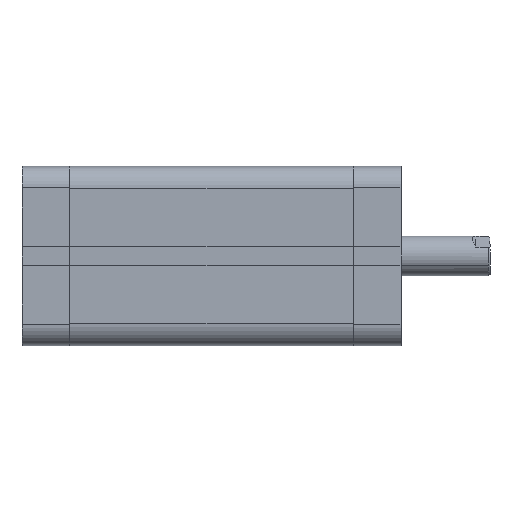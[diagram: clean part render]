
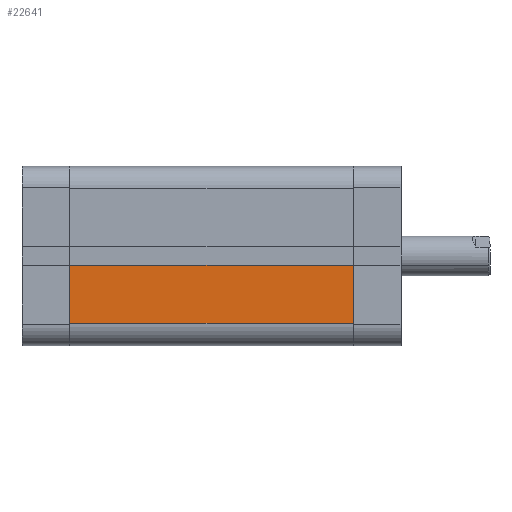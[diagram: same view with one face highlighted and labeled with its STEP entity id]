
A CAD part, front view. The second image highlights one B-rep face of the part: STEP entity #22641.
In plain terms, the highlighted planar face has unit normal (0, -1, 0).
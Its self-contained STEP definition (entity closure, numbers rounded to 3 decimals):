
#3725 = CARTESIAN_POINT ( 'NONE',  ( 86., -27.25, -20.45 ) ) ;
#4965 = CARTESIAN_POINT ( 'NONE',  ( 86., -27.25, -27.25 ) ) ;
#5007 = VERTEX_POINT ( 'NONE', #11281 ) ;
#6504 = EDGE_CURVE ( 'NONE', #5007, #14523, #11185, .T. ) ;
#7780 = CARTESIAN_POINT ( 'NONE',  ( 86., -27.25, -20.45 ) ) ;
#10989 = VERTEX_POINT ( 'NONE', #35376 ) ;
#11185 = LINE ( 'NONE', #4965, #23660 ) ;
#11281 = CARTESIAN_POINT ( 'NONE',  ( 86., -27.25, -2.8 ) ) ;
#11786 = CARTESIAN_POINT ( 'NONE',  ( 86., -27.25, -27.25 ) ) ;
#12351 = PLANE ( 'NONE',  #13477 ) ;
#12537 = VERTEX_POINT ( 'NONE', #12879 ) ;
#12879 = CARTESIAN_POINT ( 'NONE',  ( 0., -27.25, -2.8 ) ) ;
#13477 = AXIS2_PLACEMENT_3D ( 'NONE', #11786, #23864, #35331 ) ;
#14523 = VERTEX_POINT ( 'NONE', #3725 ) ;
#16083 = CARTESIAN_POINT ( 'NONE',  ( 0., -27.25, -27.25 ) ) ;
#16262 = LINE ( 'NONE', #7780, #29601 ) ;
#17023 = DIRECTION ( 'NONE',  ( 0., 0., -1. ) ) ;
#17686 = EDGE_CURVE ( 'NONE', #10989, #14523, #16262, .T. ) ;
#21386 = CARTESIAN_POINT ( 'NONE',  ( 86.001, -27.25, -2.8 ) ) ;
#21580 = DIRECTION ( 'NONE',  ( -1., 0., 0. ) ) ;
#22013 = VECTOR ( 'NONE', #33788, 1000. ) ;
#22641 = ADVANCED_FACE ( 'NONE', ( #26124 ), #12351, .F. ) ;
#23537 = EDGE_CURVE ( 'NONE', #5007, #12537, #36062, .T. ) ;
#23660 = VECTOR ( 'NONE', #17023, 1000. ) ;
#23811 = ORIENTED_EDGE ( 'NONE', *, *, #6504, .F. ) ;
#23864 = DIRECTION ( 'NONE',  ( 0., 1., 0. ) ) ;
#24411 = LINE ( 'NONE', #16083, #22013 ) ;
#25119 = ORIENTED_EDGE ( 'NONE', *, *, #35430, .T. ) ;
#26124 = FACE_OUTER_BOUND ( 'NONE', #30394, .T. ) ;
#26327 = ORIENTED_EDGE ( 'NONE', *, *, #23537, .T. ) ;
#27776 = DIRECTION ( 'NONE',  ( 1., 0., 0. ) ) ;
#29601 = VECTOR ( 'NONE', #27776, 1000. ) ;
#30394 = EDGE_LOOP ( 'NONE', ( #26327, #25119, #36329, #23811 ) ) ;
#32209 = VECTOR ( 'NONE', #21580, 1000. ) ;
#33788 = DIRECTION ( 'NONE',  ( 0., 0., -1. ) ) ;
#35331 = DIRECTION ( 'NONE',  ( 0., 0., 1. ) ) ;
#35376 = CARTESIAN_POINT ( 'NONE',  ( 0., -27.25, -20.45 ) ) ;
#35430 = EDGE_CURVE ( 'NONE', #12537, #10989, #24411, .T. ) ;
#36062 = LINE ( 'NONE', #21386, #32209 ) ;
#36329 = ORIENTED_EDGE ( 'NONE', *, *, #17686, .T. ) ;
